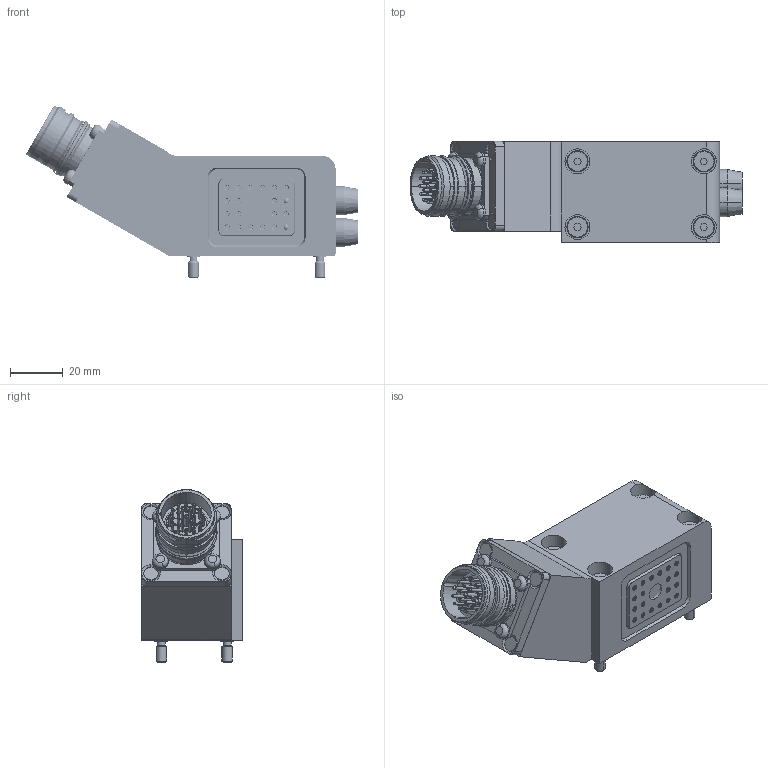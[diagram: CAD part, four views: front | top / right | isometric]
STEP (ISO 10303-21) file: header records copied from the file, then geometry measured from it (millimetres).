
FILE_DESCRIPTION (( 'STEP AP203' ), '1' );
FILE_NAME ('P1389.STEP', '2021-06-23T14:19:30', ( '' ), ( '' ), 'SwSTEP 2.0', 'SolidWorks 2019', '' );
FILE_SCHEMA (( 'CONFIG_CONTROL_DESIGN' ));
Products named in the file (1): P1389
Bounding box: 126.12 x 38.35 x 65.64 mm (x, y, z)
Volume: 143685.5 mm3; surface area: 45199.5 mm2
Topology: 59 solids, 77 shells, 4012 faces, 10316 edges, 6684 vertices
Faces by surface type: plane 1475, cylinder 1404, torus 620, bspline 264, cone 245, sphere 4
Entity records: 148642 total; most frequent: CARTESIAN_POINT 54552, ORIENTED_EDGE 20588, DIRECTION 18240, EDGE_CURVE 10294, AXIS2_PLACEMENT_3D 7156, VERTEX_POINT 6678, EDGE_LOOP 4368, ADVANCED_FACE 4012
